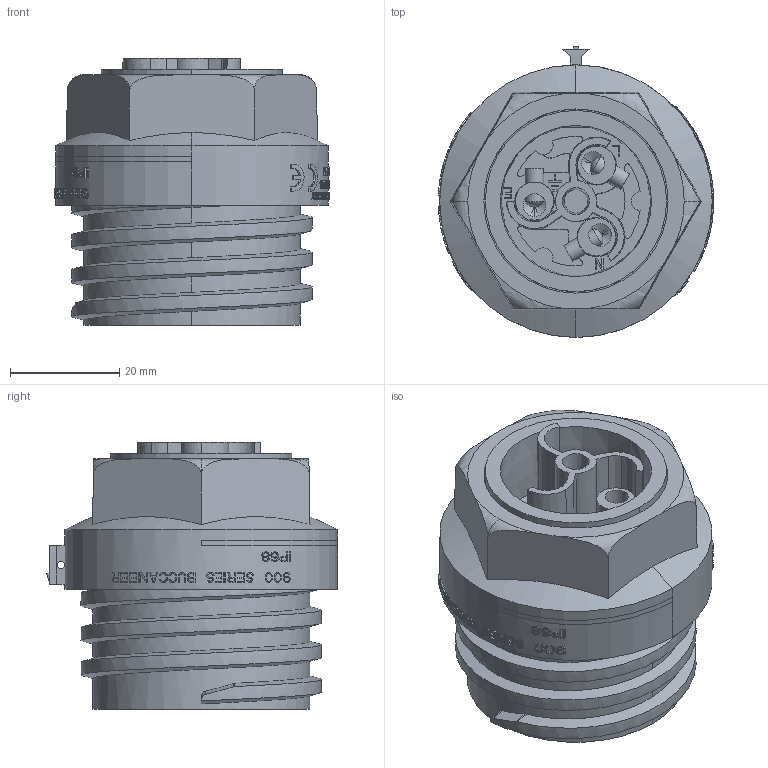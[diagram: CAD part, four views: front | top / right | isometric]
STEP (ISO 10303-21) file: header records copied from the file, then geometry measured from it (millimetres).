
FILE_DESCRIPTION(('STEP AP242'),'1');
FILE_NAME('px0931-03-s.stp','2023-03-30T15:23:07',('TraceParts'),('TraceParts S.A.'),'Spatial InterOp 3D',' ',' ');
FILE_SCHEMA(('AP242_MANAGED_MODEL_BASED_3D_ENGINEERING_MIM_LF {1 0 10303 442 1 1 4}'));
Length unit declared in the file: millimetre
Products named in the file (1): px0931-03-s
Bounding box: 50.48 x 53.4 x 49.05 mm (x, y, z)
Volume: 47510.8 mm3; surface area: 29011.9 mm2
Topology: 1 solids, 1 shells, 3197 faces, 8963 edges, 5948 vertices
Faces by surface type: plane 2813, cylinder 284, cone 66, torus 13, bspline 11, sphere 10
Entity records: 111354 total; most frequent: CARTESIAN_POINT 34114, ORIENTED_EDGE 17890, DIRECTION 13445, EDGE_CURVE 8945, VERTEX_POINT 5948, AXIS2_PLACEMENT_3D 4578, LINE 4289, VECTOR 4289
